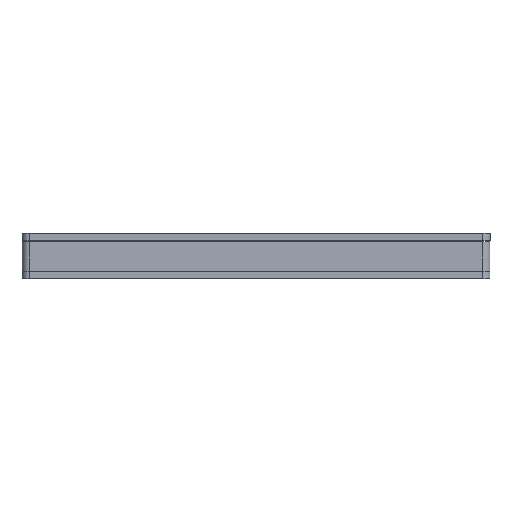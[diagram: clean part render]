
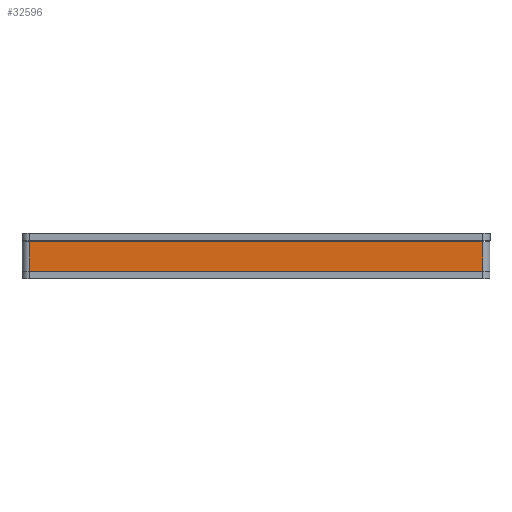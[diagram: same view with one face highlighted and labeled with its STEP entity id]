
A CAD part, front view. The second image highlights one B-rep face of the part: STEP entity #32596.
In plain terms, the highlighted planar face has unit normal (0, -1, 0).
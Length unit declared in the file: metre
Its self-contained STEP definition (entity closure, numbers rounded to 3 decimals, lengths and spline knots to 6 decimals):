
#3602=ORIENTED_EDGE('',*,*,#11622,.F.);
#3603=ORIENTED_EDGE('',*,*,#11623,.T.);
#3604=ORIENTED_EDGE('',*,*,#11624,.T.);
#3605=ORIENTED_EDGE('',*,*,#11625,.T.);
#11622=EDGE_CURVE('',#15874,#15875,#19038,.T.);
#11623=EDGE_CURVE('',#15874,#15876,#19039,.F.);
#11624=EDGE_CURVE('',#15876,#15877,#19040,.T.);
#11625=EDGE_CURVE('',#15877,#15875,#19041,.T.);
#15874=VERTEX_POINT('',#47581);
#15875=VERTEX_POINT('',#47582);
#15876=VERTEX_POINT('',#47584);
#15877=VERTEX_POINT('',#47586);
#19038=LINE('',#47580,#23406);
#19039=LINE('',#47583,#23407);
#19040=LINE('',#47585,#23408);
#19041=LINE('',#47587,#23409);
#23406=VECTOR('',#38872,1.);
#23407=VECTOR('',#38873,1.);
#23408=VECTOR('',#38874,1.);
#23409=VECTOR('',#38875,1.);
#27244=EDGE_LOOP('',(#3602,#3603,#3604,#3605));
#29204=FACE_BOUND('',#27244,.T.);
#30880=PLANE('',#34744);
#32596=ADVANCED_FACE('',(#29204),#30880,.T.);
#34744=AXIS2_PLACEMENT_3D('',#47579,#38870,#38871);
#38870=DIRECTION('',(0.,-1.,0.));
#38871=DIRECTION('',(0.,0.,-1.));
#38872=DIRECTION('',(-1.,0.,0.));
#38873=DIRECTION('',(0.,0.,-1.));
#38874=DIRECTION('',(-1.,0.,0.));
#38875=DIRECTION('',(0.,0.,-1.));
#47579=CARTESIAN_POINT('',(0.,-0.059993,0.012));
#47580=CARTESIAN_POINT('',(0.,-0.059993,0.));
#47581=CARTESIAN_POINT('',(0.093061,-0.059993,0.));
#47582=CARTESIAN_POINT('',(-0.09306,-0.059993,0.));
#47583=CARTESIAN_POINT('',(0.093061,-0.059993,0.012));
#47584=CARTESIAN_POINT('',(0.093061,-0.059993,0.012));
#47585=CARTESIAN_POINT('',(0.,-0.059993,0.012));
#47586=CARTESIAN_POINT('',(-0.09306,-0.059993,0.012));
#47587=CARTESIAN_POINT('',(-0.09306,-0.059993,0.012));
